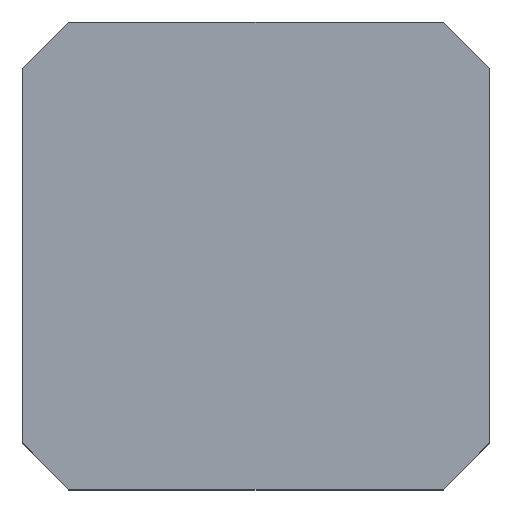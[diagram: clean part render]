
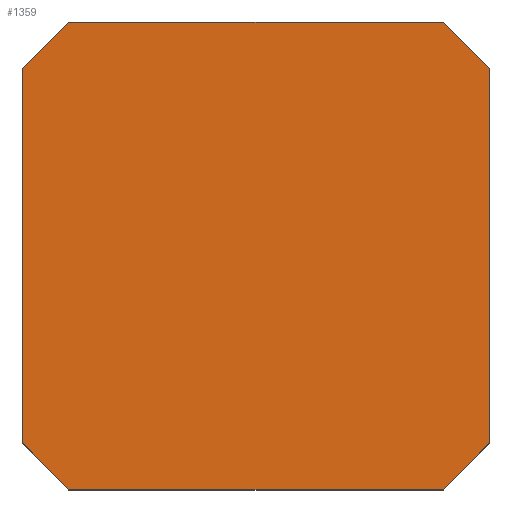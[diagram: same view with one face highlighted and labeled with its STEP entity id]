
A CAD part, top view. The second image highlights one B-rep face of the part: STEP entity #1359.
In plain terms, the highlighted planar face has unit normal (0, 0, 1).
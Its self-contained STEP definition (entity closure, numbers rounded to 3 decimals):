
#127 = PLANE('',#128);
#128 = AXIS2_PLACEMENT_3D('',#129,#130,#131);
#129 = CARTESIAN_POINT('',(0.,0.,1.15));
#130 = DIRECTION('',(1.,0.,0.));
#131 = DIRECTION('',(0.,0.,1.));
#155 = PLANE('',#156);
#156 = AXIS2_PLACEMENT_3D('',#157,#158,#159);
#157 = CARTESIAN_POINT('',(0.15,0.15,1.15));
#158 = DIRECTION('',(-0.707,-0.707,0.));
#159 = DIRECTION('',(-0.,-0.,-1.));
#183 = PLANE('',#184);
#184 = AXIS2_PLACEMENT_3D('',#185,#186,#187);
#185 = CARTESIAN_POINT('',(0.,0.,1.15));
#186 = DIRECTION('',(0.,1.,0.));
#187 = DIRECTION('',(0.,0.,1.));
#211 = PLANE('',#212);
#212 = AXIS2_PLACEMENT_3D('',#213,#214,#215);
#213 = CARTESIAN_POINT('',(2.85,0.15,1.15));
#214 = DIRECTION('',(-0.707,0.707,0.));
#215 = DIRECTION('',(-0.,-0.,-1.));
#239 = PLANE('',#240);
#240 = AXIS2_PLACEMENT_3D('',#241,#242,#243);
#241 = CARTESIAN_POINT('',(3.,0.,1.15));
#242 = DIRECTION('',(1.,0.,0.));
#243 = DIRECTION('',(0.,0.,1.));
#267 = PLANE('',#268);
#268 = AXIS2_PLACEMENT_3D('',#269,#270,#271);
#269 = CARTESIAN_POINT('',(2.85,2.85,1.15));
#270 = DIRECTION('',(0.707,0.707,0.));
#271 = DIRECTION('',(0.,0.,-1.));
#295 = PLANE('',#296);
#296 = AXIS2_PLACEMENT_3D('',#297,#298,#299);
#297 = CARTESIAN_POINT('',(0.,3.,1.15));
#298 = DIRECTION('',(0.,1.,0.));
#299 = DIRECTION('',(0.,0.,1.));
#321 = PLANE('',#322);
#322 = AXIS2_PLACEMENT_3D('',#323,#324,#325);
#323 = CARTESIAN_POINT('',(0.15,2.85,1.15));
#324 = DIRECTION('',(0.707,-0.707,0.));
#325 = DIRECTION('',(-0.,-0.,-1.));
#569 = EDGE_CURVE('',#570,#572,#574,.T.);
#570 = VERTEX_POINT('',#571);
#571 = CARTESIAN_POINT('',(0.,0.3,1.5));
#572 = VERTEX_POINT('',#573);
#573 = CARTESIAN_POINT('',(0.,2.7,1.5));
#574 = SURFACE_CURVE('',#575,(#579,#586),.PCURVE_S1.);
#575 = LINE('',#576,#577);
#576 = CARTESIAN_POINT('',(0.,0.,1.5));
#577 = VECTOR('',#578,1.);
#578 = DIRECTION('',(0.,1.,0.));
#579 = PCURVE('',#127,#580);
#580 = DEFINITIONAL_REPRESENTATION('',(#581),#585);
#581 = LINE('',#582,#583);
#582 = CARTESIAN_POINT('',(0.35,0.));
#583 = VECTOR('',#584,1.);
#584 = DIRECTION('',(0.,-1.));
#585 = ( GEOMETRIC_REPRESENTATION_CONTEXT(2) 
PARAMETRIC_REPRESENTATION_CONTEXT() REPRESENTATION_CONTEXT('2D SPACE',''
  ) );
#586 = PCURVE('',#587,#592);
#587 = PLANE('',#588);
#588 = AXIS2_PLACEMENT_3D('',#589,#590,#591);
#589 = CARTESIAN_POINT('',(0.,0.,1.5));
#590 = DIRECTION('',(0.,0.,1.));
#591 = DIRECTION('',(1.,0.,0.));
#592 = DEFINITIONAL_REPRESENTATION('',(#593),#597);
#593 = LINE('',#594,#595);
#594 = CARTESIAN_POINT('',(0.,0.));
#595 = VECTOR('',#596,1.);
#596 = DIRECTION('',(0.,1.));
#597 = ( GEOMETRIC_REPRESENTATION_CONTEXT(2) 
PARAMETRIC_REPRESENTATION_CONTEXT() REPRESENTATION_CONTEXT('2D SPACE',''
  ) );
#647 = EDGE_CURVE('',#570,#648,#650,.T.);
#648 = VERTEX_POINT('',#649);
#649 = CARTESIAN_POINT('',(0.3,0.,1.5));
#650 = SURFACE_CURVE('',#651,(#655,#662),.PCURVE_S1.);
#651 = LINE('',#652,#653);
#652 = CARTESIAN_POINT('',(0.15,0.15,1.5));
#653 = VECTOR('',#654,1.);
#654 = DIRECTION('',(0.707,-0.707,0.));
#655 = PCURVE('',#155,#656);
#656 = DEFINITIONAL_REPRESENTATION('',(#657),#661);
#657 = LINE('',#658,#659);
#658 = CARTESIAN_POINT('',(-0.35,0.));
#659 = VECTOR('',#660,1.);
#660 = DIRECTION('',(-0.,1.));
#661 = ( GEOMETRIC_REPRESENTATION_CONTEXT(2) 
PARAMETRIC_REPRESENTATION_CONTEXT() REPRESENTATION_CONTEXT('2D SPACE',''
  ) );
#662 = PCURVE('',#587,#663);
#663 = DEFINITIONAL_REPRESENTATION('',(#664),#668);
#664 = LINE('',#665,#666);
#665 = CARTESIAN_POINT('',(0.15,0.15));
#666 = VECTOR('',#667,1.);
#667 = DIRECTION('',(0.707,-0.707));
#668 = ( GEOMETRIC_REPRESENTATION_CONTEXT(2) 
PARAMETRIC_REPRESENTATION_CONTEXT() REPRESENTATION_CONTEXT('2D SPACE',''
  ) );
#696 = EDGE_CURVE('',#572,#697,#699,.T.);
#697 = VERTEX_POINT('',#698);
#698 = CARTESIAN_POINT('',(0.3,3.,1.5));
#699 = SURFACE_CURVE('',#700,(#704,#711),.PCURVE_S1.);
#700 = LINE('',#701,#702);
#701 = CARTESIAN_POINT('',(-0.6,2.1,1.5));
#702 = VECTOR('',#703,1.);
#703 = DIRECTION('',(0.707,0.707,0.));
#704 = PCURVE('',#321,#705);
#705 = DEFINITIONAL_REPRESENTATION('',(#706),#710);
#706 = LINE('',#707,#708);
#707 = CARTESIAN_POINT('',(-0.35,-1.061));
#708 = VECTOR('',#709,1.);
#709 = DIRECTION('',(-0.,1.));
#710 = ( GEOMETRIC_REPRESENTATION_CONTEXT(2) 
PARAMETRIC_REPRESENTATION_CONTEXT() REPRESENTATION_CONTEXT('2D SPACE',''
  ) );
#711 = PCURVE('',#587,#712);
#712 = DEFINITIONAL_REPRESENTATION('',(#713),#717);
#713 = LINE('',#714,#715);
#714 = CARTESIAN_POINT('',(-0.6,2.1));
#715 = VECTOR('',#716,1.);
#716 = DIRECTION('',(0.707,0.707));
#717 = ( GEOMETRIC_REPRESENTATION_CONTEXT(2) 
PARAMETRIC_REPRESENTATION_CONTEXT() REPRESENTATION_CONTEXT('2D SPACE',''
  ) );
#745 = EDGE_CURVE('',#648,#746,#748,.T.);
#746 = VERTEX_POINT('',#747);
#747 = CARTESIAN_POINT('',(2.7,0.,1.5));
#748 = SURFACE_CURVE('',#749,(#753,#760),.PCURVE_S1.);
#749 = LINE('',#750,#751);
#750 = CARTESIAN_POINT('',(0.,0.,1.5));
#751 = VECTOR('',#752,1.);
#752 = DIRECTION('',(1.,0.,0.));
#753 = PCURVE('',#183,#754);
#754 = DEFINITIONAL_REPRESENTATION('',(#755),#759);
#755 = LINE('',#756,#757);
#756 = CARTESIAN_POINT('',(0.35,0.));
#757 = VECTOR('',#758,1.);
#758 = DIRECTION('',(0.,1.));
#759 = ( GEOMETRIC_REPRESENTATION_CONTEXT(2) 
PARAMETRIC_REPRESENTATION_CONTEXT() REPRESENTATION_CONTEXT('2D SPACE',''
  ) );
#760 = PCURVE('',#587,#761);
#761 = DEFINITIONAL_REPRESENTATION('',(#762),#766);
#762 = LINE('',#763,#764);
#763 = CARTESIAN_POINT('',(0.,0.));
#764 = VECTOR('',#765,1.);
#765 = DIRECTION('',(1.,0.));
#766 = ( GEOMETRIC_REPRESENTATION_CONTEXT(2) 
PARAMETRIC_REPRESENTATION_CONTEXT() REPRESENTATION_CONTEXT('2D SPACE',''
  ) );
#794 = EDGE_CURVE('',#697,#795,#797,.T.);
#795 = VERTEX_POINT('',#796);
#796 = CARTESIAN_POINT('',(2.7,3.,1.5));
#797 = SURFACE_CURVE('',#798,(#802,#809),.PCURVE_S1.);
#798 = LINE('',#799,#800);
#799 = CARTESIAN_POINT('',(0.,3.,1.5));
#800 = VECTOR('',#801,1.);
#801 = DIRECTION('',(1.,0.,0.));
#802 = PCURVE('',#295,#803);
#803 = DEFINITIONAL_REPRESENTATION('',(#804),#808);
#804 = LINE('',#805,#806);
#805 = CARTESIAN_POINT('',(0.35,0.));
#806 = VECTOR('',#807,1.);
#807 = DIRECTION('',(0.,1.));
#808 = ( GEOMETRIC_REPRESENTATION_CONTEXT(2) 
PARAMETRIC_REPRESENTATION_CONTEXT() REPRESENTATION_CONTEXT('2D SPACE',''
  ) );
#809 = PCURVE('',#587,#810);
#810 = DEFINITIONAL_REPRESENTATION('',(#811),#815);
#811 = LINE('',#812,#813);
#812 = CARTESIAN_POINT('',(0.,3.));
#813 = VECTOR('',#814,1.);
#814 = DIRECTION('',(1.,0.));
#815 = ( GEOMETRIC_REPRESENTATION_CONTEXT(2) 
PARAMETRIC_REPRESENTATION_CONTEXT() REPRESENTATION_CONTEXT('2D SPACE',''
  ) );
#843 = VERTEX_POINT('',#844);
#844 = CARTESIAN_POINT('',(3.,0.3,1.5));
#865 = EDGE_CURVE('',#843,#746,#866,.T.);
#866 = SURFACE_CURVE('',#867,(#871,#878),.PCURVE_S1.);
#867 = LINE('',#868,#869);
#868 = CARTESIAN_POINT('',(2.1,-0.6,1.5));
#869 = VECTOR('',#870,1.);
#870 = DIRECTION('',(-0.707,-0.707,0.));
#871 = PCURVE('',#211,#872);
#872 = DEFINITIONAL_REPRESENTATION('',(#873),#877);
#873 = LINE('',#874,#875);
#874 = CARTESIAN_POINT('',(-0.35,1.061));
#875 = VECTOR('',#876,1.);
#876 = DIRECTION('',(-0.,1.));
#877 = ( GEOMETRIC_REPRESENTATION_CONTEXT(2) 
PARAMETRIC_REPRESENTATION_CONTEXT() REPRESENTATION_CONTEXT('2D SPACE',''
  ) );
#878 = PCURVE('',#587,#879);
#879 = DEFINITIONAL_REPRESENTATION('',(#880),#884);
#880 = LINE('',#881,#882);
#881 = CARTESIAN_POINT('',(2.1,-0.6));
#882 = VECTOR('',#883,1.);
#883 = DIRECTION('',(-0.707,-0.707));
#884 = ( GEOMETRIC_REPRESENTATION_CONTEXT(2) 
PARAMETRIC_REPRESENTATION_CONTEXT() REPRESENTATION_CONTEXT('2D SPACE',''
  ) );
#892 = VERTEX_POINT('',#893);
#893 = CARTESIAN_POINT('',(3.,2.7,1.5));
#914 = EDGE_CURVE('',#892,#795,#915,.T.);
#915 = SURFACE_CURVE('',#916,(#920,#927),.PCURVE_S1.);
#916 = LINE('',#917,#918);
#917 = CARTESIAN_POINT('',(2.85,2.85,1.5));
#918 = VECTOR('',#919,1.);
#919 = DIRECTION('',(-0.707,0.707,0.));
#920 = PCURVE('',#267,#921);
#921 = DEFINITIONAL_REPRESENTATION('',(#922),#926);
#922 = LINE('',#923,#924);
#923 = CARTESIAN_POINT('',(-0.35,0.));
#924 = VECTOR('',#925,1.);
#925 = DIRECTION('',(-0.,1.));
#926 = ( GEOMETRIC_REPRESENTATION_CONTEXT(2) 
PARAMETRIC_REPRESENTATION_CONTEXT() REPRESENTATION_CONTEXT('2D SPACE',''
  ) );
#927 = PCURVE('',#587,#928);
#928 = DEFINITIONAL_REPRESENTATION('',(#929),#933);
#929 = LINE('',#930,#931);
#930 = CARTESIAN_POINT('',(2.85,2.85));
#931 = VECTOR('',#932,1.);
#932 = DIRECTION('',(-0.707,0.707));
#933 = ( GEOMETRIC_REPRESENTATION_CONTEXT(2) 
PARAMETRIC_REPRESENTATION_CONTEXT() REPRESENTATION_CONTEXT('2D SPACE',''
  ) );
#939 = EDGE_CURVE('',#843,#892,#940,.T.);
#940 = SURFACE_CURVE('',#941,(#945,#952),.PCURVE_S1.);
#941 = LINE('',#942,#943);
#942 = CARTESIAN_POINT('',(3.,0.,1.5));
#943 = VECTOR('',#944,1.);
#944 = DIRECTION('',(0.,1.,0.));
#945 = PCURVE('',#239,#946);
#946 = DEFINITIONAL_REPRESENTATION('',(#947),#951);
#947 = LINE('',#948,#949);
#948 = CARTESIAN_POINT('',(0.35,0.));
#949 = VECTOR('',#950,1.);
#950 = DIRECTION('',(0.,-1.));
#951 = ( GEOMETRIC_REPRESENTATION_CONTEXT(2) 
PARAMETRIC_REPRESENTATION_CONTEXT() REPRESENTATION_CONTEXT('2D SPACE',''
  ) );
#952 = PCURVE('',#587,#953);
#953 = DEFINITIONAL_REPRESENTATION('',(#954),#958);
#954 = LINE('',#955,#956);
#955 = CARTESIAN_POINT('',(3.,0.));
#956 = VECTOR('',#957,1.);
#957 = DIRECTION('',(0.,1.));
#958 = ( GEOMETRIC_REPRESENTATION_CONTEXT(2) 
PARAMETRIC_REPRESENTATION_CONTEXT() REPRESENTATION_CONTEXT('2D SPACE',''
  ) );
#1359 = ADVANCED_FACE('',(#1360),#587,.T.);
#1360 = FACE_BOUND('',#1361,.T.);
#1361 = EDGE_LOOP('',(#1362,#1363,#1364,#1365,#1366,#1367,#1368,#1369));
#1362 = ORIENTED_EDGE('',*,*,#569,.F.);
#1363 = ORIENTED_EDGE('',*,*,#647,.T.);
#1364 = ORIENTED_EDGE('',*,*,#745,.T.);
#1365 = ORIENTED_EDGE('',*,*,#865,.F.);
#1366 = ORIENTED_EDGE('',*,*,#939,.T.);
#1367 = ORIENTED_EDGE('',*,*,#914,.T.);
#1368 = ORIENTED_EDGE('',*,*,#794,.F.);
#1369 = ORIENTED_EDGE('',*,*,#696,.F.);
